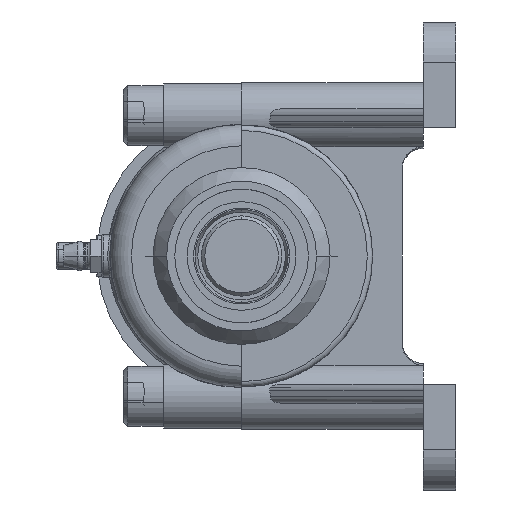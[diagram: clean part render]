
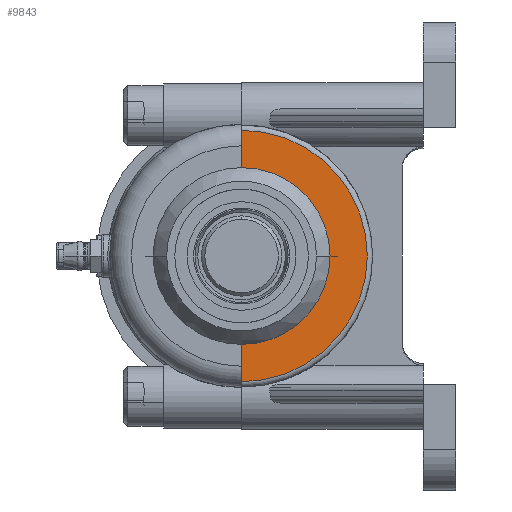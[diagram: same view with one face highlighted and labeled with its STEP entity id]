
A CAD part, left-side view. The second image highlights one B-rep face of the part: STEP entity #9843.
In plain terms, the highlighted planar face has unit normal (-1, 0, 0).
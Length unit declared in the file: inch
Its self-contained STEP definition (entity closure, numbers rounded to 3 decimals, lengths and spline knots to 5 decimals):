
#1711 = DIRECTION ( 'NONE',  ( 1., 0., 0. ) ) ;
#1939 = DIRECTION ( 'NONE',  ( 0., 0., -1. ) ) ;
#3312 = VERTEX_POINT ( 'NONE', #15605 ) ;
#3831 = CARTESIAN_POINT ( 'NONE',  ( -0.5625, 2., 0. ) ) ;
#4585 = LINE ( 'NONE', #25024, #12584 ) ;
#4643 = ORIENTED_EDGE ( 'NONE', *, *, #7377, .F. ) ;
#4835 = AXIS2_PLACEMENT_3D ( 'NONE', #3831, #25216, #1939 ) ;
#5105 = AXIS2_PLACEMENT_3D ( 'NONE', #7835, #26225, #14229 ) ;
#6023 = VERTEX_POINT ( 'NONE', #17380 ) ;
#6509 = DIRECTION ( 'NONE',  ( 0., 0., 1. ) ) ;
#6522 = VERTEX_POINT ( 'NONE', #8184 ) ;
#6741 = CIRCLE ( 'NONE', #20456, 0.8268 ) ;
#7377 = EDGE_CURVE ( 'NONE', #3312, #6522, #22974, .T. ) ;
#7689 = PLANE ( 'NONE',  #5105 ) ;
#7835 = CARTESIAN_POINT ( 'NONE',  ( -0.5625, 2., 0. ) ) ;
#8184 = CARTESIAN_POINT ( 'NONE',  ( -0.5625, 2., -0.8268 ) ) ;
#9843 = ADVANCED_FACE ( 'NONE', ( #19897 ), #7689, .F. ) ;
#12584 = VECTOR ( 'NONE', #6509, 39.37008 ) ;
#13263 = CIRCLE ( 'NONE', #4835, 1.175 ) ;
#13474 = ORIENTED_EDGE ( 'NONE', *, *, #24186, .T. ) ;
#14229 = DIRECTION ( 'NONE',  ( 0., 0., -1. ) ) ;
#14940 = DIRECTION ( 'NONE',  ( 0., 0., 1. ) ) ;
#15224 = ORIENTED_EDGE ( 'NONE', *, *, #16517, .F. ) ;
#15543 = EDGE_CURVE ( 'NONE', #25749, #6522, #6741, .T. ) ;
#15605 = CARTESIAN_POINT ( 'NONE',  ( -0.5625, 2., -1.175 ) ) ;
#16517 = EDGE_CURVE ( 'NONE', #25749, #6023, #4585, .T. ) ;
#16620 = CARTESIAN_POINT ( 'NONE',  ( -0.5625, 2., 1.225 ) ) ;
#17380 = CARTESIAN_POINT ( 'NONE',  ( -0.5625, 2., 1.175 ) ) ;
#18241 = CARTESIAN_POINT ( 'NONE',  ( -0.5625, 2., 0.8268 ) ) ;
#19094 = CARTESIAN_POINT ( 'NONE',  ( -0.5625, 2., 0. ) ) ;
#19897 = FACE_OUTER_BOUND ( 'NONE', #27278, .T. ) ;
#20456 = AXIS2_PLACEMENT_3D ( 'NONE', #19094, #1711, #26942 ) ;
#21232 = ORIENTED_EDGE ( 'NONE', *, *, #15543, .T. ) ;
#22974 = LINE ( 'NONE', #16620, #27271 ) ;
#24186 = EDGE_CURVE ( 'NONE', #3312, #6023, #13263, .T. ) ;
#25024 = CARTESIAN_POINT ( 'NONE',  ( -0.5625, 2., 1.225 ) ) ;
#25216 = DIRECTION ( 'NONE',  ( -1., 0., 0. ) ) ;
#25749 = VERTEX_POINT ( 'NONE', #18241 ) ;
#26225 = DIRECTION ( 'NONE',  ( 1., 0., 0. ) ) ;
#26942 = DIRECTION ( 'NONE',  ( 0., 0., -1. ) ) ;
#27271 = VECTOR ( 'NONE', #14940, 39.37008 ) ;
#27278 = EDGE_LOOP ( 'NONE', ( #4643, #13474, #15224, #21232 ) ) ;
